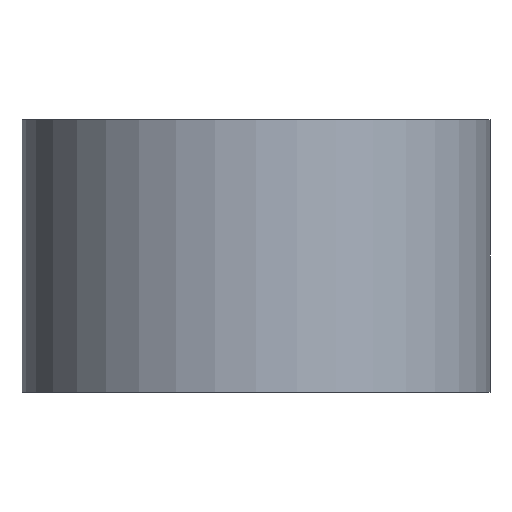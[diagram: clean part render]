
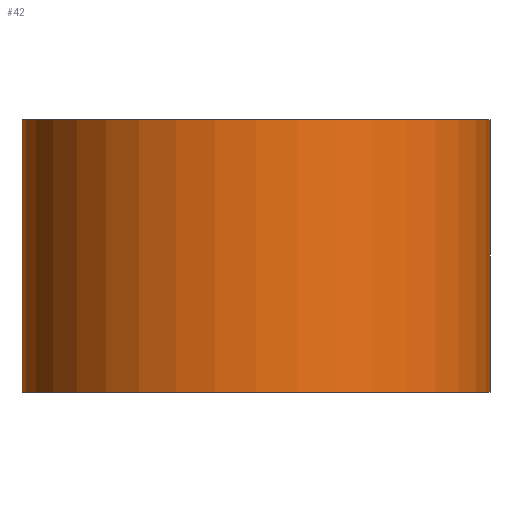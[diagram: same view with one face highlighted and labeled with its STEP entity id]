
A CAD part, front view. The second image highlights one B-rep face of the part: STEP entity #42.
In plain terms, the highlighted cylindrical face has radius 73 mm (diameter 146 mm), a full revolution.
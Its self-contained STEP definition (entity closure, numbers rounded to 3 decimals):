
#42 = ADVANCED_FACE( '', ( #85, #86 ), #87, .T. );
#85 = FACE_OUTER_BOUND( '', #124, .T. );
#86 = FACE_OUTER_BOUND( '', #125, .T. );
#87 = CYLINDRICAL_SURFACE( '', #126, 73. );
#124 = EDGE_LOOP( '', ( #167 ) );
#125 = EDGE_LOOP( '', ( #168 ) );
#126 = AXIS2_PLACEMENT_3D( '', #169, #170, #171 );
#167 = ORIENTED_EDGE( '', *, *, #192, .T. );
#168 = ORIENTED_EDGE( '', *, *, #195, .F. );
#169 = CARTESIAN_POINT( '', ( 0., 0., -42.5 ) );
#170 = DIRECTION( '', ( 0., 0., 1. ) );
#171 = DIRECTION( '', ( -1., 0., 0. ) );
#192 = EDGE_CURVE( '', #213, #213, #214, .T. );
#195 = EDGE_CURVE( '', #217, #217, #218, .T. );
#213 = VERTEX_POINT( '', #237 );
#214 = CIRCLE( '', #238, 73. );
#217 = VERTEX_POINT( '', #241 );
#218 = CIRCLE( '', #242, 73. );
#237 = CARTESIAN_POINT( '', ( -73., 0., 42.5 ) );
#238 = AXIS2_PLACEMENT_3D( '', #263, #264, #265 );
#241 = CARTESIAN_POINT( '', ( -73., 0., -42.5 ) );
#242 = AXIS2_PLACEMENT_3D( '', #266, #267, #268 );
#263 = CARTESIAN_POINT( '', ( 0., 0., 42.5 ) );
#264 = DIRECTION( '', ( 0., 0., -1. ) );
#265 = DIRECTION( '', ( -1., 0., 0. ) );
#266 = CARTESIAN_POINT( '', ( 0., 0., -42.5 ) );
#267 = DIRECTION( '', ( 0., 0., -1. ) );
#268 = DIRECTION( '', ( -1., 0., 0. ) );
